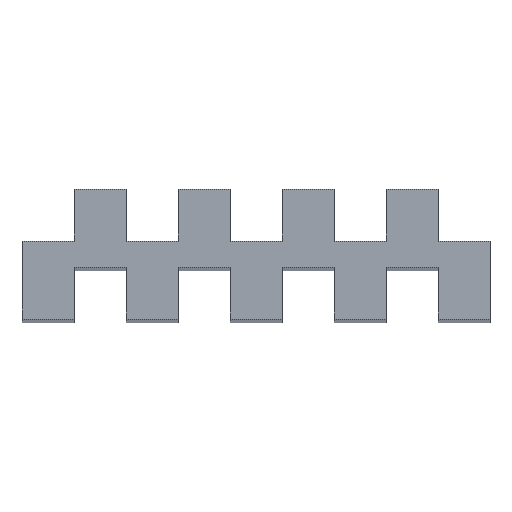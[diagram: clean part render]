
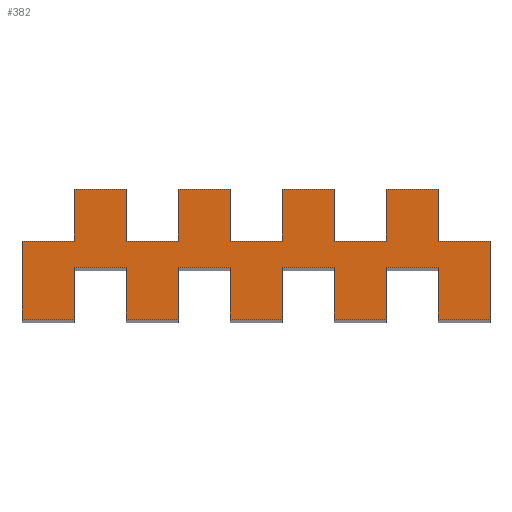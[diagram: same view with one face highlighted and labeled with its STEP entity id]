
A CAD part, top view. The second image highlights one B-rep face of the part: STEP entity #382.
In plain terms, the highlighted planar face has unit normal (0, 0, 1).
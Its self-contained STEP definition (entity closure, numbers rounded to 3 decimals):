
#382=ADVANCED_FACE('',(#652),#654,.T.);
#652=FACE_BOUND('',#653,.T.);
#653=EDGE_LOOP('',(#810,#811,#812,#813,#814,#815,#816,#817,#818,#819,#820,#821,#822,
#823,#824,#825,#826,#827,#828,#829,#830,#831,#832,#833,#834,#835,#836,#837,#838,
#839,#840,#841,#842,#843,#844,#845));
#654=PLANE('',#655);
#655=AXIS2_PLACEMENT_3D('',#656,#657,#658);
#656=CARTESIAN_POINT('',(0.,0.,165.));
#657=DIRECTION('',(0.,0.,1.));
#658=DIRECTION('',(1.,0.,0.));
#810=ORIENTED_EDGE('',*,*,#884,.T.);
#811=ORIENTED_EDGE('',*,*,#888,.T.);
#812=ORIENTED_EDGE('',*,*,#891,.T.);
#813=ORIENTED_EDGE('',*,*,#894,.T.);
#814=ORIENTED_EDGE('',*,*,#897,.T.);
#815=ORIENTED_EDGE('',*,*,#900,.T.);
#816=ORIENTED_EDGE('',*,*,#903,.T.);
#817=ORIENTED_EDGE('',*,*,#906,.T.);
#818=ORIENTED_EDGE('',*,*,#909,.T.);
#819=ORIENTED_EDGE('',*,*,#912,.T.);
#820=ORIENTED_EDGE('',*,*,#915,.T.);
#821=ORIENTED_EDGE('',*,*,#918,.T.);
#822=ORIENTED_EDGE('',*,*,#921,.T.);
#823=ORIENTED_EDGE('',*,*,#924,.T.);
#824=ORIENTED_EDGE('',*,*,#927,.T.);
#825=ORIENTED_EDGE('',*,*,#930,.T.);
#826=ORIENTED_EDGE('',*,*,#933,.T.);
#827=ORIENTED_EDGE('',*,*,#936,.T.);
#828=ORIENTED_EDGE('',*,*,#939,.T.);
#829=ORIENTED_EDGE('',*,*,#942,.T.);
#830=ORIENTED_EDGE('',*,*,#945,.T.);
#831=ORIENTED_EDGE('',*,*,#948,.T.);
#832=ORIENTED_EDGE('',*,*,#951,.T.);
#833=ORIENTED_EDGE('',*,*,#954,.T.);
#834=ORIENTED_EDGE('',*,*,#957,.T.);
#835=ORIENTED_EDGE('',*,*,#960,.T.);
#836=ORIENTED_EDGE('',*,*,#963,.T.);
#837=ORIENTED_EDGE('',*,*,#966,.T.);
#838=ORIENTED_EDGE('',*,*,#969,.T.);
#839=ORIENTED_EDGE('',*,*,#972,.T.);
#840=ORIENTED_EDGE('',*,*,#975,.T.);
#841=ORIENTED_EDGE('',*,*,#978,.T.);
#842=ORIENTED_EDGE('',*,*,#981,.T.);
#843=ORIENTED_EDGE('',*,*,#984,.T.);
#844=ORIENTED_EDGE('',*,*,#987,.T.);
#845=ORIENTED_EDGE('',*,*,#989,.T.);
#884=EDGE_CURVE('',#995,#993,#996,.T.);
#888=EDGE_CURVE('',#993,#1000,#1002,.T.);
#891=EDGE_CURVE('',#1000,#1005,#1007,.T.);
#894=EDGE_CURVE('',#1005,#1010,#1012,.T.);
#897=EDGE_CURVE('',#1010,#1015,#1017,.T.);
#900=EDGE_CURVE('',#1015,#1020,#1022,.T.);
#903=EDGE_CURVE('',#1020,#1025,#1027,.T.);
#906=EDGE_CURVE('',#1025,#1030,#1032,.T.);
#909=EDGE_CURVE('',#1030,#1035,#1037,.T.);
#912=EDGE_CURVE('',#1035,#1040,#1042,.T.);
#915=EDGE_CURVE('',#1040,#1045,#1047,.T.);
#918=EDGE_CURVE('',#1045,#1050,#1052,.T.);
#921=EDGE_CURVE('',#1050,#1055,#1057,.T.);
#924=EDGE_CURVE('',#1055,#1060,#1062,.T.);
#927=EDGE_CURVE('',#1060,#1065,#1067,.T.);
#930=EDGE_CURVE('',#1065,#1070,#1072,.T.);
#933=EDGE_CURVE('',#1070,#1075,#1077,.T.);
#936=EDGE_CURVE('',#1075,#1080,#1082,.T.);
#939=EDGE_CURVE('',#1080,#1085,#1087,.T.);
#942=EDGE_CURVE('',#1085,#1090,#1092,.T.);
#945=EDGE_CURVE('',#1090,#1095,#1097,.T.);
#948=EDGE_CURVE('',#1095,#1100,#1102,.T.);
#951=EDGE_CURVE('',#1100,#1105,#1107,.T.);
#954=EDGE_CURVE('',#1105,#1110,#1112,.T.);
#957=EDGE_CURVE('',#1110,#1115,#1117,.T.);
#960=EDGE_CURVE('',#1115,#1120,#1122,.T.);
#963=EDGE_CURVE('',#1120,#1125,#1127,.T.);
#966=EDGE_CURVE('',#1125,#1130,#1132,.T.);
#969=EDGE_CURVE('',#1130,#1135,#1137,.T.);
#972=EDGE_CURVE('',#1135,#1140,#1142,.T.);
#975=EDGE_CURVE('',#1140,#1145,#1147,.T.);
#978=EDGE_CURVE('',#1145,#1150,#1152,.T.);
#981=EDGE_CURVE('',#1150,#1155,#1157,.T.);
#984=EDGE_CURVE('',#1155,#1160,#1162,.T.);
#987=EDGE_CURVE('',#1160,#1165,#1167,.T.);
#989=EDGE_CURVE('',#1165,#995,#1169,.T.);
#993=VERTEX_POINT('',#1175);
#995=VERTEX_POINT('',#1179);
#996=LINE('',#1180,#1181);
#1000=VERTEX_POINT('',#1190);
#1002=LINE('',#1194,#1195);
#1005=VERTEX_POINT('',#1201);
#1007=LINE('',#1205,#1206);
#1010=VERTEX_POINT('',#1212);
#1012=LINE('',#1216,#1217);
#1015=VERTEX_POINT('',#1223);
#1017=LINE('',#1227,#1228);
#1020=VERTEX_POINT('',#1234);
#1022=LINE('',#1238,#1239);
#1025=VERTEX_POINT('',#1245);
#1027=LINE('',#1249,#1250);
#1030=VERTEX_POINT('',#1256);
#1032=LINE('',#1260,#1261);
#1035=VERTEX_POINT('',#1267);
#1037=LINE('',#1271,#1272);
#1040=VERTEX_POINT('',#1278);
#1042=LINE('',#1282,#1283);
#1045=VERTEX_POINT('',#1289);
#1047=LINE('',#1293,#1294);
#1050=VERTEX_POINT('',#1300);
#1052=LINE('',#1304,#1305);
#1055=VERTEX_POINT('',#1311);
#1057=LINE('',#1315,#1316);
#1060=VERTEX_POINT('',#1322);
#1062=LINE('',#1326,#1327);
#1065=VERTEX_POINT('',#1333);
#1067=LINE('',#1337,#1338);
#1070=VERTEX_POINT('',#1344);
#1072=LINE('',#1348,#1349);
#1075=VERTEX_POINT('',#1355);
#1077=LINE('',#1359,#1360);
#1080=VERTEX_POINT('',#1366);
#1082=LINE('',#1370,#1371);
#1085=VERTEX_POINT('',#1377);
#1087=LINE('',#1381,#1382);
#1090=VERTEX_POINT('',#1388);
#1092=LINE('',#1392,#1393);
#1095=VERTEX_POINT('',#1399);
#1097=LINE('',#1403,#1404);
#1100=VERTEX_POINT('',#1410);
#1102=LINE('',#1414,#1415);
#1105=VERTEX_POINT('',#1421);
#1107=LINE('',#1425,#1426);
#1110=VERTEX_POINT('',#1432);
#1112=LINE('',#1436,#1437);
#1115=VERTEX_POINT('',#1443);
#1117=LINE('',#1447,#1448);
#1120=VERTEX_POINT('',#1454);
#1122=LINE('',#1458,#1459);
#1125=VERTEX_POINT('',#1465);
#1127=LINE('',#1469,#1470);
#1130=VERTEX_POINT('',#1476);
#1132=LINE('',#1480,#1481);
#1135=VERTEX_POINT('',#1487);
#1137=LINE('',#1491,#1492);
#1140=VERTEX_POINT('',#1498);
#1142=LINE('',#1502,#1503);
#1145=VERTEX_POINT('',#1509);
#1147=LINE('',#1513,#1514);
#1150=VERTEX_POINT('',#1520);
#1152=LINE('',#1524,#1525);
#1155=VERTEX_POINT('',#1531);
#1157=LINE('',#1535,#1536);
#1160=VERTEX_POINT('',#1542);
#1162=LINE('',#1546,#1547);
#1165=VERTEX_POINT('',#1553);
#1167=LINE('',#1557,#1558);
#1169=LINE('',#1563,#1564);
#1175=CARTESIAN_POINT('',(-14.,4.,165.));
#1179=CARTESIAN_POINT('',(-10.,4.,165.));
#1180=CARTESIAN_POINT('',(-10.,4.,165.));
#1181=VECTOR('',#1182,1.);
#1182=DIRECTION('',(-1.,0.,0.));
#1190=CARTESIAN_POINT('',(-14.,0.,165.));
#1194=CARTESIAN_POINT('',(-14.,4.,165.));
#1195=VECTOR('',#1196,1.);
#1196=DIRECTION('',(0.,-1.,0.));
#1201=CARTESIAN_POINT('',(-18.,0.,165.));
#1205=CARTESIAN_POINT('',(-14.,0.,165.));
#1206=VECTOR('',#1207,1.);
#1207=DIRECTION('',(-1.,0.,0.));
#1212=CARTESIAN_POINT('',(-18.,-6.,165.));
#1216=CARTESIAN_POINT('',(-18.,0.,165.));
#1217=VECTOR('',#1218,1.);
#1218=DIRECTION('',(0.,-1.,0.));
#1223=CARTESIAN_POINT('',(-14.,-6.,165.));
#1227=CARTESIAN_POINT('',(-18.,-6.,165.));
#1228=VECTOR('',#1229,1.);
#1229=DIRECTION('',(1.,0.,0.));
#1234=CARTESIAN_POINT('',(-14.,-2.,165.));
#1238=CARTESIAN_POINT('',(-14.,-6.,165.));
#1239=VECTOR('',#1240,1.);
#1240=DIRECTION('',(0.,1.,0.));
#1245=CARTESIAN_POINT('',(-10.,-2.,165.));
#1249=CARTESIAN_POINT('',(-14.,-2.,165.));
#1250=VECTOR('',#1251,1.);
#1251=DIRECTION('',(1.,0.,0.));
#1256=CARTESIAN_POINT('',(-10.,-6.,165.));
#1260=CARTESIAN_POINT('',(-10.,-2.,165.));
#1261=VECTOR('',#1262,1.);
#1262=DIRECTION('',(0.,-1.,0.));
#1267=CARTESIAN_POINT('',(-6.,-6.,165.));
#1271=CARTESIAN_POINT('',(-10.,-6.,165.));
#1272=VECTOR('',#1273,1.);
#1273=DIRECTION('',(1.,0.,0.));
#1278=CARTESIAN_POINT('',(-6.,-2.,165.));
#1282=CARTESIAN_POINT('',(-6.,-6.,165.));
#1283=VECTOR('',#1284,1.);
#1284=DIRECTION('',(0.,1.,0.));
#1289=CARTESIAN_POINT('',(-2.,-2.,165.));
#1293=CARTESIAN_POINT('',(-6.,-2.,165.));
#1294=VECTOR('',#1295,1.);
#1295=DIRECTION('',(1.,0.,0.));
#1300=CARTESIAN_POINT('',(-2.,-6.,165.));
#1304=CARTESIAN_POINT('',(-2.,-2.,165.));
#1305=VECTOR('',#1306,1.);
#1306=DIRECTION('',(0.,-1.,0.));
#1311=CARTESIAN_POINT('',(2.,-6.,165.));
#1315=CARTESIAN_POINT('',(-2.,-6.,165.));
#1316=VECTOR('',#1317,1.);
#1317=DIRECTION('',(1.,0.,0.));
#1322=CARTESIAN_POINT('',(2.,-2.,165.));
#1326=CARTESIAN_POINT('',(2.,-6.,165.));
#1327=VECTOR('',#1328,1.);
#1328=DIRECTION('',(0.,1.,0.));
#1333=CARTESIAN_POINT('',(6.,-2.,165.));
#1337=CARTESIAN_POINT('',(2.,-2.,165.));
#1338=VECTOR('',#1339,1.);
#1339=DIRECTION('',(1.,0.,0.));
#1344=CARTESIAN_POINT('',(6.,-6.,165.));
#1348=CARTESIAN_POINT('',(6.,-2.,165.));
#1349=VECTOR('',#1350,1.);
#1350=DIRECTION('',(0.,-1.,0.));
#1355=CARTESIAN_POINT('',(10.,-6.,165.));
#1359=CARTESIAN_POINT('',(6.,-6.,165.));
#1360=VECTOR('',#1361,1.);
#1361=DIRECTION('',(1.,0.,0.));
#1366=CARTESIAN_POINT('',(10.,-2.,165.));
#1370=CARTESIAN_POINT('',(10.,-6.,165.));
#1371=VECTOR('',#1372,1.);
#1372=DIRECTION('',(0.,1.,0.));
#1377=CARTESIAN_POINT('',(14.,-2.,165.));
#1381=CARTESIAN_POINT('',(10.,-2.,165.));
#1382=VECTOR('',#1383,1.);
#1383=DIRECTION('',(1.,0.,0.));
#1388=CARTESIAN_POINT('',(14.,-6.,165.));
#1392=CARTESIAN_POINT('',(14.,-2.,165.));
#1393=VECTOR('',#1394,1.);
#1394=DIRECTION('',(0.,-1.,0.));
#1399=CARTESIAN_POINT('',(18.,-6.,165.));
#1403=CARTESIAN_POINT('',(14.,-6.,165.));
#1404=VECTOR('',#1405,1.);
#1405=DIRECTION('',(1.,0.,0.));
#1410=CARTESIAN_POINT('',(18.,0.,165.));
#1414=CARTESIAN_POINT('',(18.,-6.,165.));
#1415=VECTOR('',#1416,1.);
#1416=DIRECTION('',(0.,1.,0.));
#1421=CARTESIAN_POINT('',(14.,0.,165.));
#1425=CARTESIAN_POINT('',(18.,0.,165.));
#1426=VECTOR('',#1427,1.);
#1427=DIRECTION('',(-1.,0.,0.));
#1432=CARTESIAN_POINT('',(14.,4.,165.));
#1436=CARTESIAN_POINT('',(14.,0.,165.));
#1437=VECTOR('',#1438,1.);
#1438=DIRECTION('',(0.,1.,0.));
#1443=CARTESIAN_POINT('',(10.,4.,165.));
#1447=CARTESIAN_POINT('',(14.,4.,165.));
#1448=VECTOR('',#1449,1.);
#1449=DIRECTION('',(-1.,0.,0.));
#1454=CARTESIAN_POINT('',(10.,0.,165.));
#1458=CARTESIAN_POINT('',(10.,4.,165.));
#1459=VECTOR('',#1460,1.);
#1460=DIRECTION('',(0.,-1.,0.));
#1465=CARTESIAN_POINT('',(6.,0.,165.));
#1469=CARTESIAN_POINT('',(10.,0.,165.));
#1470=VECTOR('',#1471,1.);
#1471=DIRECTION('',(-1.,0.,0.));
#1476=CARTESIAN_POINT('',(6.,4.,165.));
#1480=CARTESIAN_POINT('',(6.,0.,165.));
#1481=VECTOR('',#1482,1.);
#1482=DIRECTION('',(0.,1.,0.));
#1487=CARTESIAN_POINT('',(2.,4.,165.));
#1491=CARTESIAN_POINT('',(6.,4.,165.));
#1492=VECTOR('',#1493,1.);
#1493=DIRECTION('',(-1.,0.,0.));
#1498=CARTESIAN_POINT('',(2.,0.,165.));
#1502=CARTESIAN_POINT('',(2.,4.,165.));
#1503=VECTOR('',#1504,1.);
#1504=DIRECTION('',(0.,-1.,0.));
#1509=CARTESIAN_POINT('',(-2.,0.,165.));
#1513=CARTESIAN_POINT('',(2.,0.,165.));
#1514=VECTOR('',#1515,1.);
#1515=DIRECTION('',(-1.,0.,0.));
#1520=CARTESIAN_POINT('',(-2.,4.,165.));
#1524=CARTESIAN_POINT('',(-2.,0.,165.));
#1525=VECTOR('',#1526,1.);
#1526=DIRECTION('',(0.,1.,0.));
#1531=CARTESIAN_POINT('',(-6.,4.,165.));
#1535=CARTESIAN_POINT('',(-2.,4.,165.));
#1536=VECTOR('',#1537,1.);
#1537=DIRECTION('',(-1.,0.,0.));
#1542=CARTESIAN_POINT('',(-6.,0.,165.));
#1546=CARTESIAN_POINT('',(-6.,4.,165.));
#1547=VECTOR('',#1548,1.);
#1548=DIRECTION('',(0.,-1.,0.));
#1553=CARTESIAN_POINT('',(-10.,0.,165.));
#1557=CARTESIAN_POINT('',(-6.,0.,165.));
#1558=VECTOR('',#1559,1.);
#1559=DIRECTION('',(-1.,0.,0.));
#1563=CARTESIAN_POINT('',(-10.,0.,165.));
#1564=VECTOR('',#1565,1.);
#1565=DIRECTION('',(0.,1.,0.));
